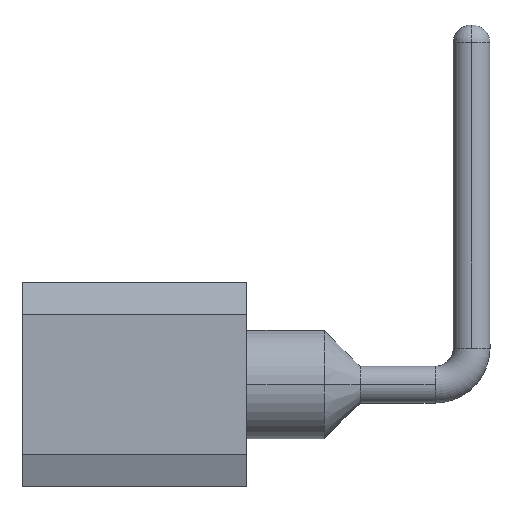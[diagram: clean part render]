
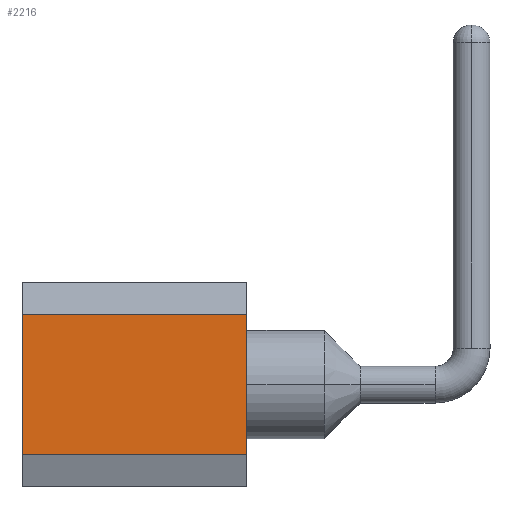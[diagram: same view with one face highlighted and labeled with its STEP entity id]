
A CAD part, left-side view. The second image highlights one B-rep face of the part: STEP entity #2216.
In plain terms, the highlighted planar face has unit normal (-1, 0, 0).
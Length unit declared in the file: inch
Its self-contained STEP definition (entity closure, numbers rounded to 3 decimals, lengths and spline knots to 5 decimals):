
#25 = DIRECTION ( 'NONE',  ( 0., 1., 0. ) ) ;
#417 = CARTESIAN_POINT ( 'NONE',  ( -0.01203, 0., -0.08425 ) ) ;
#502 = ORIENTED_EDGE ( 'NONE', *, *, #4666, .F. ) ;
#525 = CARTESIAN_POINT ( 'NONE',  ( -0.01203, -0.11, -0.08425 ) ) ;
#614 = CARTESIAN_POINT ( 'NONE',  ( -0.01203, -0.11, -0.08425 ) ) ;
#884 = VECTOR ( 'NONE', #25, 39.37008 ) ;
#1297 = ORIENTED_EDGE ( 'NONE', *, *, #5366, .T. ) ;
#1529 = CARTESIAN_POINT ( 'NONE',  ( -0.01203, -0.11, -0.01575 ) ) ;
#1586 = EDGE_CURVE ( 'NONE', #7577, #7058, #4463, .T. ) ;
#1649 = LINE ( 'NONE', #417, #5798 ) ;
#1685 = LINE ( 'NONE', #525, #884 ) ;
#1961 = AXIS2_PLACEMENT_3D ( 'NONE', #614, #5402, #6466 ) ;
#2216 = ADVANCED_FACE ( 'NONE', ( #6425 ), #2920, .T. ) ;
#2450 = EDGE_CURVE ( 'NONE', #3736, #7058, #1649, .T. ) ;
#2762 = EDGE_LOOP ( 'NONE', ( #4207, #502, #1297, #6383 ) ) ;
#2810 = VERTEX_POINT ( 'NONE', #3948 ) ;
#2920 = PLANE ( 'NONE',  #1961 ) ;
#3052 = VECTOR ( 'NONE', #6838, 39.37008 ) ;
#3105 = CARTESIAN_POINT ( 'NONE',  ( -0.01203, 0., -0.08425 ) ) ;
#3736 = VERTEX_POINT ( 'NONE', #3105 ) ;
#3921 = CARTESIAN_POINT ( 'NONE',  ( -0.01203, 0., -0.01575 ) ) ;
#3948 = CARTESIAN_POINT ( 'NONE',  ( -0.01203, -0.11, -0.08425 ) ) ;
#4207 = ORIENTED_EDGE ( 'NONE', *, *, #2450, .F. ) ;
#4463 = LINE ( 'NONE', #7460, #3052 ) ;
#4666 = EDGE_CURVE ( 'NONE', #2810, #3736, #1685, .T. ) ;
#5296 = CARTESIAN_POINT ( 'NONE',  ( -0.01203, -0.11, -0.08425 ) ) ;
#5366 = EDGE_CURVE ( 'NONE', #2810, #7577, #7596, .T. ) ;
#5402 = DIRECTION ( 'NONE',  ( -1., 0., 0. ) ) ;
#5798 = VECTOR ( 'NONE', #6808, 39.37008 ) ;
#5926 = DIRECTION ( 'NONE',  ( 0., 0., 1. ) ) ;
#6320 = VECTOR ( 'NONE', #5926, 39.37008 ) ;
#6383 = ORIENTED_EDGE ( 'NONE', *, *, #1586, .T. ) ;
#6425 = FACE_OUTER_BOUND ( 'NONE', #2762, .T. ) ;
#6466 = DIRECTION ( 'NONE',  ( 0., 0., 1. ) ) ;
#6808 = DIRECTION ( 'NONE',  ( 0., 0., 1. ) ) ;
#6838 = DIRECTION ( 'NONE',  ( 0., 1., 0. ) ) ;
#7058 = VERTEX_POINT ( 'NONE', #3921 ) ;
#7460 = CARTESIAN_POINT ( 'NONE',  ( -0.01203, -0.11, -0.01575 ) ) ;
#7577 = VERTEX_POINT ( 'NONE', #1529 ) ;
#7596 = LINE ( 'NONE', #5296, #6320 ) ;
